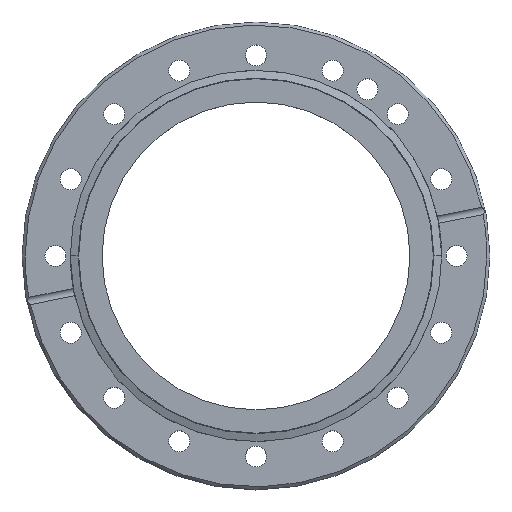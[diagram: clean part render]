
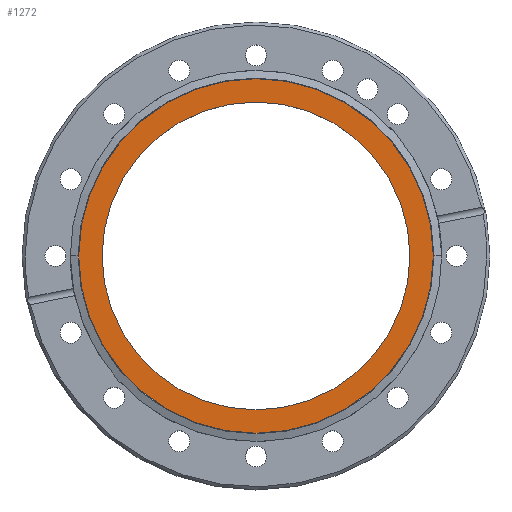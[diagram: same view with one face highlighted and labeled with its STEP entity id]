
A CAD part, top view. The second image highlights one B-rep face of the part: STEP entity #1272.
In plain terms, the highlighted planar face has unit normal (0, 0, 1).
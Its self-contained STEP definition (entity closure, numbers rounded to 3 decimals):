
#74 = ORIENTED_EDGE ( 'NONE', *, *, #1548, .T. ) ;
#167 = VERTEX_POINT ( 'NONE', #270 ) ;
#214 = EDGE_CURVE ( 'NONE', #1565, #167, #2558, .T. ) ;
#244 = CIRCLE ( 'NONE', #2455, 50. ) ;
#270 = CARTESIAN_POINT ( 'NONE',  ( 57.598, 0., -1.2 ) ) ;
#287 = FACE_BOUND ( 'NONE', #2197, .T. ) ;
#320 = CARTESIAN_POINT ( 'NONE',  ( -50., 0., -1.2 ) ) ;
#360 = CARTESIAN_POINT ( 'NONE',  ( 50., 0., -1.2 ) ) ;
#367 = DIRECTION ( 'NONE',  ( 1., 0., 0. ) ) ;
#379 = DIRECTION ( 'NONE',  ( 0., 0., 1. ) ) ;
#445 = PLANE ( 'NONE',  #2424 ) ;
#463 = CARTESIAN_POINT ( 'NONE',  ( 0., 0., -1.2 ) ) ;
#632 = ORIENTED_EDGE ( 'NONE', *, *, #680, .T. ) ;
#680 = EDGE_CURVE ( 'NONE', #167, #1565, #953, .T. ) ;
#792 = AXIS2_PLACEMENT_3D ( 'NONE', #2341, #2135, #2223 ) ;
#836 = ORIENTED_EDGE ( 'NONE', *, *, #1674, .T. ) ;
#920 = AXIS2_PLACEMENT_3D ( 'NONE', #956, #1033, #1124 ) ;
#953 = CIRCLE ( 'NONE', #920, 57.598 ) ;
#956 = CARTESIAN_POINT ( 'NONE',  ( 0., 0., -1.2 ) ) ;
#1033 = DIRECTION ( 'NONE',  ( 0., 0., 1. ) ) ;
#1124 = DIRECTION ( 'NONE',  ( 1., 0., 0. ) ) ;
#1272 = ADVANCED_FACE ( 'NONE', ( #1992, #287 ), #445, .T. ) ;
#1548 = EDGE_CURVE ( 'NONE', #1960, #1974, #1728, .T. ) ;
#1565 = VERTEX_POINT ( 'NONE', #2289 ) ;
#1591 = ORIENTED_EDGE ( 'NONE', *, *, #214, .T. ) ;
#1674 = EDGE_CURVE ( 'NONE', #1974, #1960, #244, .T. ) ;
#1724 = DIRECTION ( 'NONE',  ( 1., 0., 0. ) ) ;
#1728 = CIRCLE ( 'NONE', #792, 50. ) ;
#1757 = EDGE_LOOP ( 'NONE', ( #632, #1591 ) ) ;
#1960 = VERTEX_POINT ( 'NONE', #360 ) ;
#1974 = VERTEX_POINT ( 'NONE', #320 ) ;
#1992 = FACE_OUTER_BOUND ( 'NONE', #1757, .T. ) ;
#2135 = DIRECTION ( 'NONE',  ( 0., 0., -1. ) ) ;
#2197 = EDGE_LOOP ( 'NONE', ( #836, #74 ) ) ;
#2223 = DIRECTION ( 'NONE',  ( 1., 0., 0. ) ) ;
#2289 = CARTESIAN_POINT ( 'NONE',  ( -57.598, 0., -1.2 ) ) ;
#2333 = CARTESIAN_POINT ( 'NONE',  ( 0., 0., -1.2 ) ) ;
#2341 = CARTESIAN_POINT ( 'NONE',  ( 0., 0., -1.2 ) ) ;
#2424 = AXIS2_PLACEMENT_3D ( 'NONE', #463, #379, #367 ) ;
#2455 = AXIS2_PLACEMENT_3D ( 'NONE', #2617, #2610, #2601 ) ;
#2558 = CIRCLE ( 'NONE', #2626, 57.598 ) ;
#2601 = DIRECTION ( 'NONE',  ( 1., 0., 0. ) ) ;
#2610 = DIRECTION ( 'NONE',  ( 0., 0., -1. ) ) ;
#2617 = CARTESIAN_POINT ( 'NONE',  ( 0., 0., -1.2 ) ) ;
#2626 = AXIS2_PLACEMENT_3D ( 'NONE', #2333, #2724, #1724 ) ;
#2724 = DIRECTION ( 'NONE',  ( 0., 0., 1. ) ) ;
